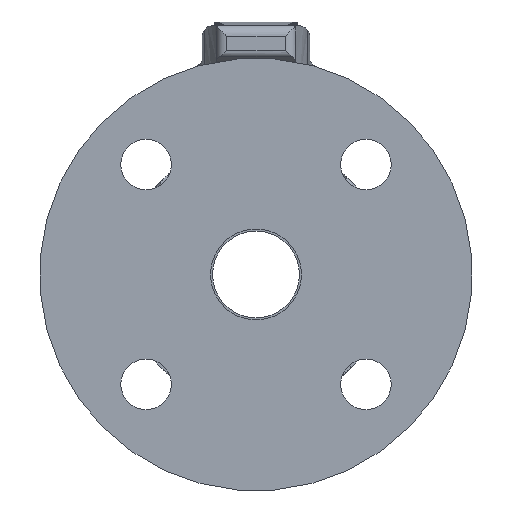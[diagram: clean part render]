
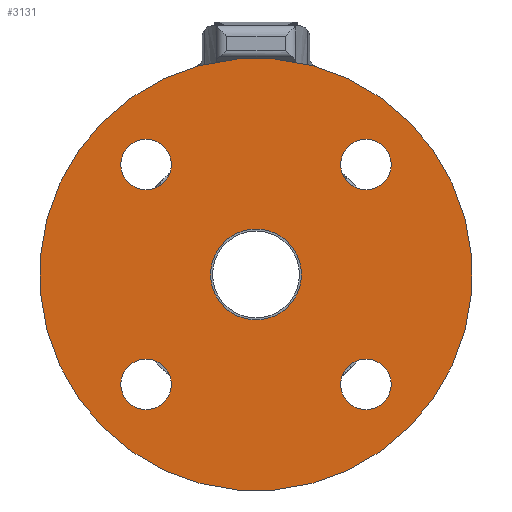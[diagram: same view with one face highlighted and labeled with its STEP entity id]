
A CAD part, left-side view. The second image highlights one B-rep face of the part: STEP entity #3131.
In plain terms, the highlighted planar face has unit normal (-1, 0, 0).
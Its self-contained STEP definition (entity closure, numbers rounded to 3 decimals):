
#3131=ADVANCED_FACE('',(#6579,#6580,#6581,#6582,#6583,#6584),#6585,.T.);
#6579=FACE_BOUND('',#10466,.T.);
#6580=FACE_BOUND('',#10467,.T.);
#6581=FACE_BOUND('',#10468,.T.);
#6582=FACE_BOUND('',#10469,.T.);
#6583=FACE_OUTER_BOUND('',#10470,.T.);
#6584=FACE_BOUND('',#10471,.T.);
#6585=PLANE('',#10472);
#10466=EDGE_LOOP('',(#20112,#20113));
#10467=EDGE_LOOP('',(#20114,#20115));
#10468=EDGE_LOOP('',(#20116,#20117));
#10469=EDGE_LOOP('',(#20118,#20119));
#10470=EDGE_LOOP('',(#20120,#20121));
#10471=EDGE_LOOP('',(#20122,#20123));
#10472=AXIS2_PLACEMENT_3D('',#20124,#20125,#20126);
#20112=ORIENTED_EDGE('',*,*,#26671,.T.);
#20113=ORIENTED_EDGE('',*,*,#26658,.T.);
#20114=ORIENTED_EDGE('',*,*,#26674,.T.);
#20115=ORIENTED_EDGE('',*,*,#26653,.T.);
#20116=ORIENTED_EDGE('',*,*,#26677,.T.);
#20117=ORIENTED_EDGE('',*,*,#26648,.T.);
#20118=ORIENTED_EDGE('',*,*,#26680,.T.);
#20119=ORIENTED_EDGE('',*,*,#26643,.T.);
#20120=ORIENTED_EDGE('',*,*,#26633,.T.);
#20121=ORIENTED_EDGE('',*,*,#26687,.T.);
#20122=ORIENTED_EDGE('',*,*,#26626,.F.);
#20123=ORIENTED_EDGE('',*,*,#26689,.F.);
#20124=CARTESIAN_POINT('',(-80.0,-8.839,8.839));
#20125=DIRECTION('',(-1.0,0.,0.0));
#20126=DIRECTION('',(0.,0.707,0.707));
#26626=EDGE_CURVE('',#32977,#32980,#32981,.T.);
#26633=EDGE_CURVE('',#32987,#32991,#32993,.T.);
#26643=EDGE_CURVE('',#33005,#33009,#33011,.T.);
#26648=EDGE_CURVE('',#33014,#33018,#33020,.T.);
#26653=EDGE_CURVE('',#33023,#33027,#33029,.T.);
#26658=EDGE_CURVE('',#33032,#33036,#33038,.T.);
#26671=EDGE_CURVE('',#33036,#33032,#33056,.T.);
#26674=EDGE_CURVE('',#33027,#33023,#33059,.T.);
#26677=EDGE_CURVE('',#33018,#33014,#33062,.T.);
#26680=EDGE_CURVE('',#33009,#33005,#33065,.T.);
#26687=EDGE_CURVE('',#32991,#32987,#33072,.T.);
#26689=EDGE_CURVE('',#32980,#32977,#33074,.T.);
#32977=VERTEX_POINT('',#43711);
#32980=VERTEX_POINT('',#43715);
#32981=CIRCLE('',#43716,12.5);
#32987=VERTEX_POINT('',#43723);
#32991=VERTEX_POINT('',#43728);
#32993=CIRCLE('',#43731,59.5);
#33005=VERTEX_POINT('',#43745);
#33009=VERTEX_POINT('',#43750);
#33011=CIRCLE('',#43753,6.95);
#33014=VERTEX_POINT('',#43756);
#33018=VERTEX_POINT('',#43761);
#33020=CIRCLE('',#43764,6.95);
#33023=VERTEX_POINT('',#43767);
#33027=VERTEX_POINT('',#43772);
#33029=CIRCLE('',#43775,6.95);
#33032=VERTEX_POINT('',#43778);
#33036=VERTEX_POINT('',#43783);
#33038=CIRCLE('',#43786,6.95);
#33056=CIRCLE('',#43806,6.95);
#33059=CIRCLE('',#43809,6.95);
#33062=CIRCLE('',#43812,6.95);
#33065=CIRCLE('',#43815,6.95);
#33072=CIRCLE('',#43822,59.5);
#33074=CIRCLE('',#43824,12.5);
#43711=CARTESIAN_POINT('',(-80.0,-8.839,8.839));
#43715=CARTESIAN_POINT('',(-80.0,8.839,-8.839));
#43716=AXIS2_PLACEMENT_3D('',#50886,#50887,#50888);
#43723=CARTESIAN_POINT('',(-80.0,-42.073,42.073));
#43728=CARTESIAN_POINT('',(-80.0,42.073,-42.073));
#43731=AXIS2_PLACEMENT_3D('',#50898,#50899,#50900);
#43745=CARTESIAN_POINT('',(-80.0,-35.143,-35.143));
#43750=CARTESIAN_POINT('',(-80.0,-25.314,-25.314));
#43753=AXIS2_PLACEMENT_3D('',#50914,#50915,#50916);
#43756=CARTESIAN_POINT('',(-80.0,-35.143,35.143));
#43761=CARTESIAN_POINT('',(-80.0,-25.314,25.314));
#43764=AXIS2_PLACEMENT_3D('',#50922,#50923,#50924);
#43767=CARTESIAN_POINT('',(-80.0,35.143,35.143));
#43772=CARTESIAN_POINT('',(-80.0,25.314,25.314));
#43775=AXIS2_PLACEMENT_3D('',#50930,#50931,#50932);
#43778=CARTESIAN_POINT('',(-80.0,35.143,-35.143));
#43783=CARTESIAN_POINT('',(-80.0,25.314,-25.314));
#43786=AXIS2_PLACEMENT_3D('',#50938,#50939,#50940);
#43806=AXIS2_PLACEMENT_3D('',#50961,#50962,#50963);
#43809=AXIS2_PLACEMENT_3D('',#50967,#50968,#50969);
#43812=AXIS2_PLACEMENT_3D('',#50973,#50974,#50975);
#43815=AXIS2_PLACEMENT_3D('',#50979,#50980,#50981);
#43822=AXIS2_PLACEMENT_3D('',#50991,#50992,#50993);
#43824=AXIS2_PLACEMENT_3D('',#50994,#50995,#50996);
#50886=CARTESIAN_POINT('',(-80.0,0.,0.0));
#50887=DIRECTION('',(-1.0,0.,0.0));
#50888=DIRECTION('',(0.,0.707,0.707));
#50898=CARTESIAN_POINT('',(-80.0,0.,0.0));
#50899=DIRECTION('',(-1.0,0.,0.0));
#50900=DIRECTION('',(0.,0.707,0.707));
#50914=CARTESIAN_POINT('',(-80.0,-30.229,-30.229));
#50915=DIRECTION('',(1.0,0.,0.));
#50916=DIRECTION('',(0.,-0.707,-0.707));
#50922=CARTESIAN_POINT('',(-80.0,-30.229,30.229));
#50923=DIRECTION('',(1.0,0.,0.));
#50924=DIRECTION('',(0.,-0.707,0.707));
#50930=CARTESIAN_POINT('',(-80.0,30.229,30.229));
#50931=DIRECTION('',(1.0,0.,0.));
#50932=DIRECTION('',(0.,0.707,0.707));
#50938=CARTESIAN_POINT('',(-80.0,30.229,-30.229));
#50939=DIRECTION('',(1.0,0.,0.));
#50940=DIRECTION('',(0.,0.707,-0.707));
#50961=CARTESIAN_POINT('',(-80.0,30.229,-30.229));
#50962=DIRECTION('',(1.0,0.,0.));
#50963=DIRECTION('',(0.,0.707,-0.707));
#50967=CARTESIAN_POINT('',(-80.0,30.229,30.229));
#50968=DIRECTION('',(1.0,0.,0.));
#50969=DIRECTION('',(0.,0.707,0.707));
#50973=CARTESIAN_POINT('',(-80.0,-30.229,30.229));
#50974=DIRECTION('',(1.0,0.,0.));
#50975=DIRECTION('',(0.,-0.707,0.707));
#50979=CARTESIAN_POINT('',(-80.0,-30.229,-30.229));
#50980=DIRECTION('',(1.0,0.,0.));
#50981=DIRECTION('',(0.,-0.707,-0.707));
#50991=CARTESIAN_POINT('',(-80.0,0.,0.0));
#50992=DIRECTION('',(-1.0,0.,0.0));
#50993=DIRECTION('',(0.,0.707,0.707));
#50994=CARTESIAN_POINT('',(-80.0,0.,0.0));
#50995=DIRECTION('',(-1.0,0.,0.0));
#50996=DIRECTION('',(0.,0.707,0.707));
